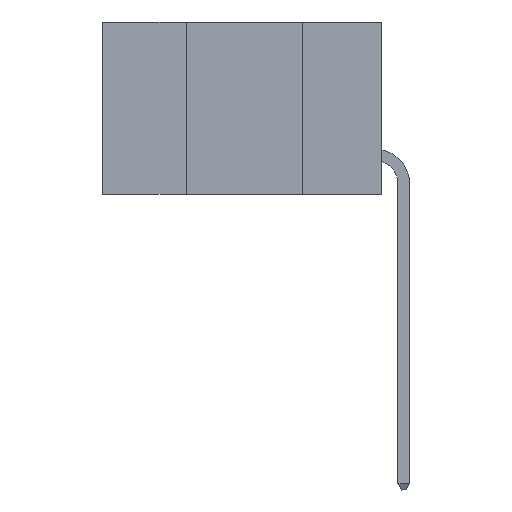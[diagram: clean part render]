
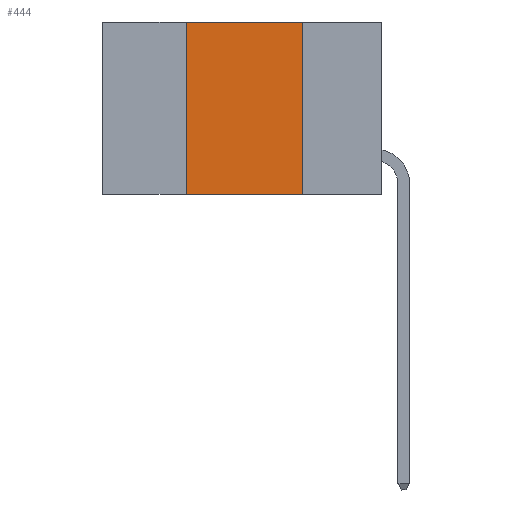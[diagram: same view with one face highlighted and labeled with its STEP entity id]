
A CAD part, left-side view. The second image highlights one B-rep face of the part: STEP entity #444.
In plain terms, the highlighted planar face has unit normal (-1, 0, 0).
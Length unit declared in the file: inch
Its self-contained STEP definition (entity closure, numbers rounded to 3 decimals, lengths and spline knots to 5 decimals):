
#110 = DIRECTION ( 'NONE',  ( 0., 0., -1. ) ) ;
#216 = VERTEX_POINT ( 'NONE', #9508 ) ;
#444 = ADVANCED_FACE ( 'NONE', ( #10432 ), #2511, .F. ) ;
#673 = CARTESIAN_POINT ( 'NONE',  ( 0., 0.42, 0. ) ) ;
#1681 = DIRECTION ( 'NONE',  ( 0., 0., -1. ) ) ;
#1931 = EDGE_CURVE ( 'NONE', #216, #8065, #16474, .T. ) ;
#2034 = CARTESIAN_POINT ( 'NONE',  ( 0., 0.17, 0. ) ) ;
#2215 = ORIENTED_EDGE ( 'NONE', *, *, #11387, .T. ) ;
#2489 = CARTESIAN_POINT ( 'NONE',  ( 0., 0.6, 0. ) ) ;
#2511 = PLANE ( 'NONE',  #10721 ) ;
#2681 = VECTOR ( 'NONE', #1681, 39.37008 ) ;
#4570 = ORIENTED_EDGE ( 'NONE', *, *, #1931, .F. ) ;
#4681 = CARTESIAN_POINT ( 'NONE',  ( 0., 0.6, 0. ) ) ;
#4737 = CARTESIAN_POINT ( 'NONE',  ( 0., 0.17, -0.37 ) ) ;
#4865 = LINE ( 'NONE', #4681, #15234 ) ;
#6043 = EDGE_CURVE ( 'NONE', #6403, #216, #4865, .T. ) ;
#6403 = VERTEX_POINT ( 'NONE', #6587 ) ;
#6587 = CARTESIAN_POINT ( 'NONE',  ( 0., 0.42, 0. ) ) ;
#7711 = DIRECTION ( 'NONE',  ( 1., 0., 0. ) ) ;
#7835 = LINE ( 'NONE', #14218, #14276 ) ;
#8065 = VERTEX_POINT ( 'NONE', #4737 ) ;
#8162 = CARTESIAN_POINT ( 'NONE',  ( 0., 0.42, -0.37 ) ) ;
#8164 = EDGE_LOOP ( 'NONE', ( #4570, #8627, #12504, #2215 ) ) ;
#8627 = ORIENTED_EDGE ( 'NONE', *, *, #6043, .F. ) ;
#9097 = VECTOR ( 'NONE', #13949, 39.37008 ) ;
#9508 = CARTESIAN_POINT ( 'NONE',  ( 0., 0.17, 0. ) ) ;
#10432 = FACE_OUTER_BOUND ( 'NONE', #8164, .T. ) ;
#10721 = AXIS2_PLACEMENT_3D ( 'NONE', #2489, #7711, #110 ) ;
#11387 = EDGE_CURVE ( 'NONE', #13480, #8065, #7835, .T. ) ;
#12504 = ORIENTED_EDGE ( 'NONE', *, *, #15449, .F. ) ;
#12917 = LINE ( 'NONE', #673, #9097 ) ;
#13480 = VERTEX_POINT ( 'NONE', #8162 ) ;
#13875 = DIRECTION ( 'NONE',  ( 0., -1., 0. ) ) ;
#13949 = DIRECTION ( 'NONE',  ( 0., 0., 1. ) ) ;
#14218 = CARTESIAN_POINT ( 'NONE',  ( 0., 0.6, -0.37 ) ) ;
#14276 = VECTOR ( 'NONE', #16609, 39.37008 ) ;
#15234 = VECTOR ( 'NONE', #13875, 39.37008 ) ;
#15449 = EDGE_CURVE ( 'NONE', #13480, #6403, #12917, .T. ) ;
#16474 = LINE ( 'NONE', #2034, #2681 ) ;
#16609 = DIRECTION ( 'NONE',  ( 0., -1., 0. ) ) ;
